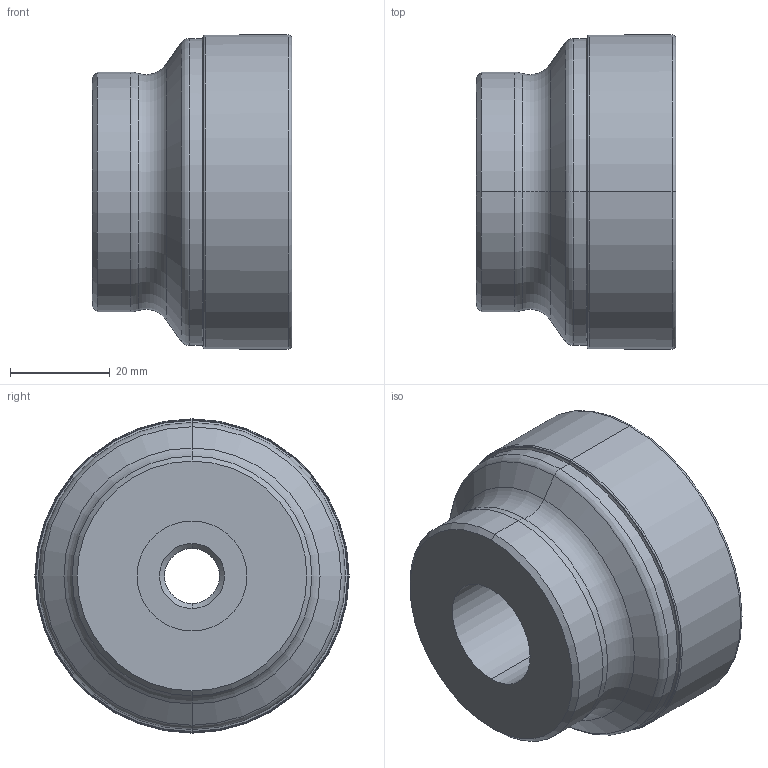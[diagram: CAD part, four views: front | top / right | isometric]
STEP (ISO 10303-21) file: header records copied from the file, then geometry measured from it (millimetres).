
FILE_DESCRIPTION(('CATIA V5 STEP Exchange'),'2;1');
FILE_NAME('Bm55588-FT_BF90_LD18-063_Z05.stp','2019-05-13T12:01:17+00:00',('none'),('none'),'CATIA Version 5-6 Release 2016 SP5 HF39','CATIA V5 STEP AP203','none');
FILE_SCHEMA(('CONFIG_CONTROL_DESIGN'));
Length unit declared in the file: millimetre
Products named in the file (1): Bm55588-KSK_Kontrolle_Schnittkontur_LDMX18
Bounding box: 40 x 62.89 x 62.89 mm (x, y, z)
Volume: 85030.6 mm3; surface area: 14647.2 mm2
Topology: 1 solids, 1 shells, 76 faces, 152 edges, 80 vertices
Faces by surface type: torus 32, cone 22, revolution 10, cylinder 8, plane 4
Entity records: 1904 total; most frequent: CARTESIAN_POINT 468, ORIENTED_EDGE 304, DIRECTION 223, EDGE_CURVE 152, AXIS2_PLACEMENT_3D 150, CIRCLE 114, EDGE_LOOP 80, VERTEX_POINT 80
